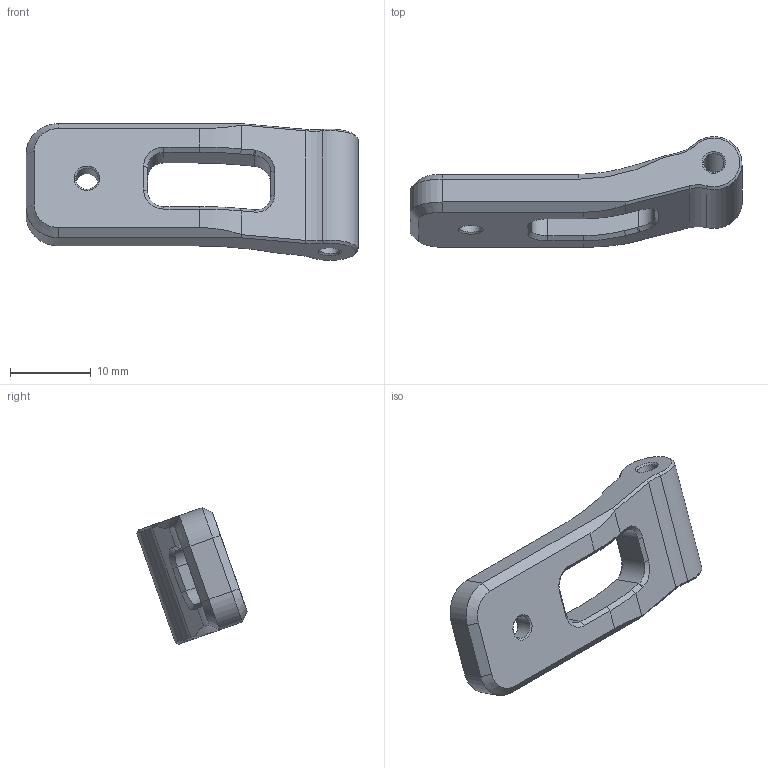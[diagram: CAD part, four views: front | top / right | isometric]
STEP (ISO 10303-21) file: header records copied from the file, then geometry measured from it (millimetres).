
FILE_DESCRIPTION(/* description */ (''),/* implementation_level */ '2;1');
FILE_NAME(/* name */ 'bras vis M3 (anodisation 0.07mm).step',/* time_stamp */ '2023-06-10T13:34:08+02:00',/* author */ (''),/* organization */ (''),/* preprocessor_version */ 'ST-DEVELOPER v19.2',/* originating_system */ 'Autodesk Translation Framework v12.6.0.85',/* authorisation */ '');
FILE_SCHEMA (('AUTOMOTIVE_DESIGN { 1 0 10303 214 3 1 1 }'));
Length unit declared in the file: millimetre
Products named in the file (3): accessoires sur rail v5; v5 sur rotule; parties métalliques
Assembly tree (2 placements, depth 3):
  accessoires sur rail v5
    v5 sur rotule
      parties métalliques
Bounding box: 41.18 x 13.7 x 16.95 mm (x, y, z)
Volume: 2378.5 mm3; surface area: 1836.4 mm2
Topology: 1 solids, 1 shells, 97 faces, 234 edges, 138 vertices
Faces by surface type: plane 42, cone 28, cylinder 19, bspline 8
Full cylindrical faces by diameter (mm): 2.5 x1, 2.79 x1
Entity records: 3009 total; most frequent: CARTESIAN_POINT 680, ORIENTED_EDGE 468, DIRECTION 464, EDGE_CURVE 234, AXIS2_PLACEMENT_3D 156, LINE 152, VECTOR 152, VERTEX_POINT 138
